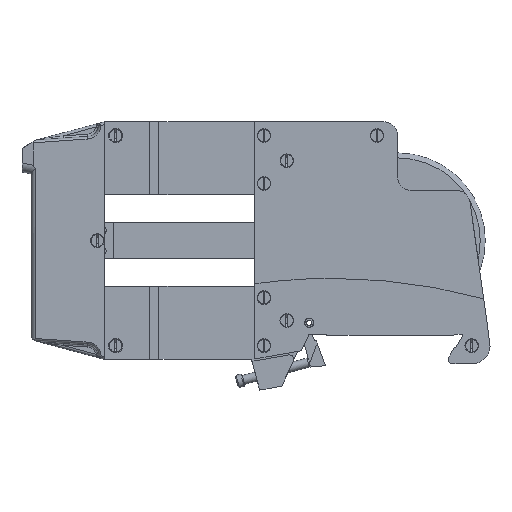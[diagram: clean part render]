
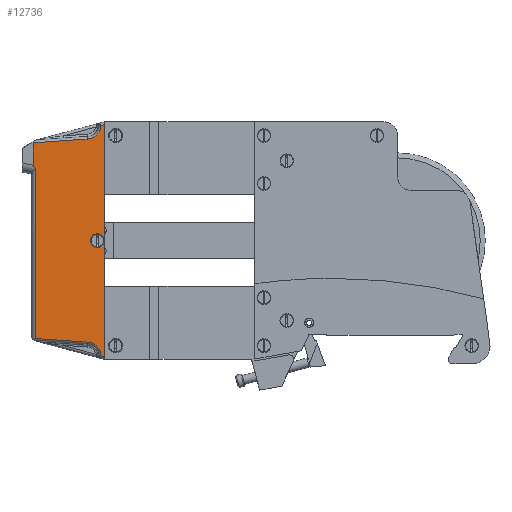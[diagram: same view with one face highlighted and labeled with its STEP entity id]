
A CAD part, left-side view. The second image highlights one B-rep face of the part: STEP entity #12736.
In plain terms, the highlighted planar face has unit normal (-1, 0, 0).
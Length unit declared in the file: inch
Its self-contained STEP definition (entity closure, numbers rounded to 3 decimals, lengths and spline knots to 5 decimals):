
#52 = CARTESIAN_POINT ( 'NONE',  ( -0.05984, 5.00264, 1.25186 ) ) ;
#281 = CARTESIAN_POINT ( 'NONE',  ( -0.05984, 5.00264, 1.14763 ) ) ;
#298 = CARTESIAN_POINT ( 'NONE',  ( -0.05984, 5.0446, 1.29803 ) ) ;
#396 = CARTESIAN_POINT ( 'NONE',  ( -0.05984, 3.93662, -0.11811 ) ) ;
#541 = VERTEX_POINT ( 'NONE', #5260 ) ;
#587 = EDGE_LOOP ( 'NONE', ( #1523, #21423, #18316, #10950, #15621, #16832, #7143, #3464, #13500, #8441, #12277, #2368, #19508, #10283 ) ) ;
#1234 = EDGE_CURVE ( 'NONE', #6337, #541, #10787, .T. ) ;
#1368 = EDGE_CURVE ( 'NONE', #3387, #6496, #14426, .T. ) ;
#1400 = AXIS2_PLACEMENT_3D ( 'NONE', #6863, #8406, #15076 ) ;
#1514 = CARTESIAN_POINT ( 'NONE',  ( -0.05984, 4.11378, -1.99269 ) ) ;
#1523 = ORIENTED_EDGE ( 'NONE', *, *, #12328, .F. ) ;
#1695 = EDGE_CURVE ( 'NONE', #6496, #4921, #18717, .T. ) ;
#1998 = CARTESIAN_POINT ( 'NONE',  ( -0.05984, 5.19064, 1.67578 ) ) ;
#2368 = ORIENTED_EDGE ( 'NONE', *, *, #16061, .T. ) ;
#2375 = CARTESIAN_POINT ( 'NONE',  ( -0.05984, 4.97931, -1.69022 ) ) ;
#2437 = DIRECTION ( 'NONE',  ( 0., 0., -1. ) ) ;
#2478 = DIRECTION ( 'NONE',  ( 0., -0.966, -0.259 ) ) ;
#2767 = LINE ( 'NONE', #21223, #9517 ) ;
#3180 = VECTOR ( 'NONE', #2437, 39.37008 ) ;
#3277 = AXIS2_PLACEMENT_3D ( 'NONE', #1514, #13498, #11622 ) ;
#3387 = VERTEX_POINT ( 'NONE', #15952 ) ;
#3464 = ORIENTED_EDGE ( 'NONE', *, *, #8261, .T. ) ;
#3535 = LINE ( 'NONE', #1998, #8300 ) ;
#3693 = DIRECTION ( 'NONE',  ( 0., 0., 1. ) ) ;
#3804 = CARTESIAN_POINT ( 'NONE',  ( -0.05984, 3.93662, 0.11811 ) ) ;
#3872 = VECTOR ( 'NONE', #9474, 39.37008 ) ;
#4304 = LINE ( 'NONE', #21135, #14871 ) ;
#4921 = VERTEX_POINT ( 'NONE', #52 ) ;
#4995 = VECTOR ( 'NONE', #2478, 39.37008 ) ;
#5026 = CIRCLE ( 'NONE', #17231, 0.11811 ) ;
#5260 = CARTESIAN_POINT ( 'NONE',  ( -0.05984, 3.81851, 0. ) ) ;
#5775 = CARTESIAN_POINT ( 'NONE',  ( -0.05984, 3.81851, 1.59449 ) ) ;
#5834 = VECTOR ( 'NONE', #15054, 39.37008 ) ;
#6086 = CARTESIAN_POINT ( 'NONE',  ( -0.05984, 3.81851, -2.00126 ) ) ;
#6203 = CARTESIAN_POINT ( 'NONE',  ( -0.05984, 5.0446, 2.04724 ) ) ;
#6325 = DIRECTION ( 'NONE',  ( 0., 0.966, -0.259 ) ) ;
#6337 = VERTEX_POINT ( 'NONE', #14801 ) ;
#6496 = VERTEX_POINT ( 'NONE', #12551 ) ;
#6657 = AXIS2_PLACEMENT_3D ( 'NONE', #9859, #19459, #11168 ) ;
#6863 = CARTESIAN_POINT ( 'NONE',  ( -0.05984, 3.93662, 0. ) ) ;
#6925 = CARTESIAN_POINT ( 'NONE',  ( -0.05984, 5.03055, 1.26998 ) ) ;
#7110 = VERTEX_POINT ( 'NONE', #13282 ) ;
#7143 = ORIENTED_EDGE ( 'NONE', *, *, #14440, .T. ) ;
#7170 = VERTEX_POINT ( 'NONE', #13491 ) ;
#7292 = CIRCLE ( 'NONE', #1400, 0.11811 ) ;
#7545 = AXIS2_PLACEMENT_3D ( 'NONE', #7590, #21074, #11186 ) ;
#7590 = CARTESIAN_POINT ( 'NONE',  ( -0.05984, 5.29489, -2.06693 ) ) ;
#7707 = DIRECTION ( 'NONE',  ( 0., 0., 1. ) ) ;
#7833 = CARTESIAN_POINT ( 'NONE',  ( -0.05984, 3.87259, -1.98677 ) ) ;
#8261 = EDGE_CURVE ( 'NONE', #16884, #3387, #3535, .T. ) ;
#8300 = VECTOR ( 'NONE', #10354, 39.37008 ) ;
#8325 = VERTEX_POINT ( 'NONE', #6086 ) ;
#8406 = DIRECTION ( 'NONE',  ( -1., 0., 0. ) ) ;
#8441 = ORIENTED_EDGE ( 'NONE', *, *, #1695, .T. ) ;
#8653 = EDGE_CURVE ( 'NONE', #4921, #7110, #8862, .T. ) ;
#8686 = VERTEX_POINT ( 'NONE', #396 ) ;
#8862 = LINE ( 'NONE', #281, #13558 ) ;
#8892 = CIRCLE ( 'NONE', #12745, 0.24127 ) ;
#8925 = EDGE_CURVE ( 'NONE', #541, #16152, #7292, .T. ) ;
#9218 = PLANE ( 'NONE',  #7545 ) ;
#9474 = DIRECTION ( 'NONE',  ( 0., 0., -1. ) ) ;
#9517 = VECTOR ( 'NONE', #6325, 39.37008 ) ;
#9859 = CARTESIAN_POINT ( 'NONE',  ( -0.05984, 3.93662, 0. ) ) ;
#10009 = EDGE_CURVE ( 'NONE', #7170, #20911, #19965, .T. ) ;
#10185 = EDGE_CURVE ( 'NONE', #20911, #8325, #12374, .T. ) ;
#10283 = ORIENTED_EDGE ( 'NONE', *, *, #10185, .T. ) ;
#10354 = DIRECTION ( 'NONE',  ( 0., 0.998, -0.07 ) ) ;
#10787 = LINE ( 'NONE', #5775, #3180 ) ;
#10950 = ORIENTED_EDGE ( 'NONE', *, *, #8925, .F. ) ;
#11168 = DIRECTION ( 'NONE',  ( 0., 0., 1. ) ) ;
#11186 = DIRECTION ( 'NONE',  ( 0., 0., -1. ) ) ;
#11235 = EDGE_CURVE ( 'NONE', #16152, #8686, #5026, .T. ) ;
#11622 = DIRECTION ( 'NONE',  ( 0., 0., 1. ) ) ;
#11952 = DIRECTION ( 'NONE',  ( -1., 0., 0. ) ) ;
#12139 = DIRECTION ( 'NONE',  ( 0., 0., -1. ) ) ;
#12277 = ORIENTED_EDGE ( 'NONE', *, *, #8653, .T. ) ;
#12328 = EDGE_CURVE ( 'NONE', #541, #8325, #4304, .T. ) ;
#12374 = LINE ( 'NONE', #2375, #4995 ) ;
#12551 = CARTESIAN_POINT ( 'NONE',  ( -0.05984, 5.0446, 1.29803 ) ) ;
#12736 = ADVANCED_FACE ( 'NONE', ( #19482 ), #9218, .F. ) ;
#12745 = AXIS2_PLACEMENT_3D ( 'NONE', #20967, #19372, #7707 ) ;
#12976 = CARTESIAN_POINT ( 'NONE',  ( -0.05984, 3.87259, 1.98677 ) ) ;
#13282 = CARTESIAN_POINT ( 'NONE',  ( -0.05984, 5.00264, -1.68868 ) ) ;
#13491 = CARTESIAN_POINT ( 'NONE',  ( -0.05984, 4.09695, -1.75201 ) ) ;
#13498 = DIRECTION ( 'NONE',  ( 1., 0., 0. ) ) ;
#13500 = ORIENTED_EDGE ( 'NONE', *, *, #1368, .T. ) ;
#13511 = CARTESIAN_POINT ( 'NONE',  ( -0.05984, 3.93662, 0. ) ) ;
#13558 = VECTOR ( 'NONE', #12139, 39.37008 ) ;
#13611 = CARTESIAN_POINT ( 'NONE',  ( -0.05984, 5.00264, 1.25186 ) ) ;
#14348 = DIRECTION ( 'NONE',  ( 0., 0., -1. ) ) ;
#14426 = LINE ( 'NONE', #6203, #3872 ) ;
#14440 = EDGE_CURVE ( 'NONE', #20153, #16884, #8892, .T. ) ;
#14687 = CIRCLE ( 'NONE', #6657, 0.11811 ) ;
#14801 = CARTESIAN_POINT ( 'NONE',  ( -0.05984, 3.81851, 2.00126 ) ) ;
#14871 = VECTOR ( 'NONE', #14348, 39.37008 ) ;
#15054 = DIRECTION ( 'NONE',  ( 0., -0.998, -0.07 ) ) ;
#15076 = DIRECTION ( 'NONE',  ( 0., 0., 1. ) ) ;
#15621 = ORIENTED_EDGE ( 'NONE', *, *, #1234, .F. ) ;
#15912 = CARTESIAN_POINT ( 'NONE',  ( -0.05984, 4.09695, 1.75225 ) ) ;
#15952 = CARTESIAN_POINT ( 'NONE',  ( -0.05984, 5.0446, 1.68599 ) ) ;
#16061 = EDGE_CURVE ( 'NONE', #7110, #7170, #20034, .T. ) ;
#16152 = VERTEX_POINT ( 'NONE', #3804 ) ;
#16832 = ORIENTED_EDGE ( 'NONE', *, *, #19298, .T. ) ;
#16884 = VERTEX_POINT ( 'NONE', #15912 ) ;
#17231 = AXIS2_PLACEMENT_3D ( 'NONE', #13511, #11952, #3693 ) ;
#18316 = ORIENTED_EDGE ( 'NONE', *, *, #11235, .F. ) ;
#18417 = CARTESIAN_POINT ( 'NONE',  ( -0.05984, 4.09695, -1.75201 ) ) ;
#18717 =( BOUNDED_CURVE ( )  B_SPLINE_CURVE ( 3, ( #298, #20416, #6925, #13611 ),
 .UNSPECIFIED., .F., .T. ) 
 B_SPLINE_CURVE_WITH_KNOTS ( ( 4, 4 ),
 ( 0.02129, 0.25543 ),
 .UNSPECIFIED. ) 
 CURVE ( )  GEOMETRIC_REPRESENTATION_ITEM ( )  RATIONAL_B_SPLINE_CURVE ( ( 1., 0.995, 0.995, 1. ) ) 
 REPRESENTATION_ITEM ( '' )  );
#19298 = EDGE_CURVE ( 'NONE', #6337, #20153, #2767, .T. ) ;
#19372 = DIRECTION ( 'NONE',  ( 1., 0., 0. ) ) ;
#19459 = DIRECTION ( 'NONE',  ( -1., 0., 0. ) ) ;
#19482 = FACE_OUTER_BOUND ( 'NONE', #587, .T. ) ;
#19508 = ORIENTED_EDGE ( 'NONE', *, *, #10009, .T. ) ;
#19965 = CIRCLE ( 'NONE', #3277, 0.24127 ) ;
#20034 = LINE ( 'NONE', #18417, #5834 ) ;
#20153 = VERTEX_POINT ( 'NONE', #12976 ) ;
#20416 = CARTESIAN_POINT ( 'NONE',  ( -0.05984, 5.0446, 1.28544 ) ) ;
#20911 = VERTEX_POINT ( 'NONE', #7833 ) ;
#20967 = CARTESIAN_POINT ( 'NONE',  ( -0.05984, 4.11378, 1.99293 ) ) ;
#21074 = DIRECTION ( 'NONE',  ( 1., 0., 0. ) ) ;
#21135 = CARTESIAN_POINT ( 'NONE',  ( -0.05984, 3.81851, 1.59449 ) ) ;
#21166 = EDGE_CURVE ( 'NONE', #8686, #541, #14687, .T. ) ;
#21223 = CARTESIAN_POINT ( 'NONE',  ( -0.05984, 3.80701, 2.00434 ) ) ;
#21423 = ORIENTED_EDGE ( 'NONE', *, *, #21166, .F. ) ;
